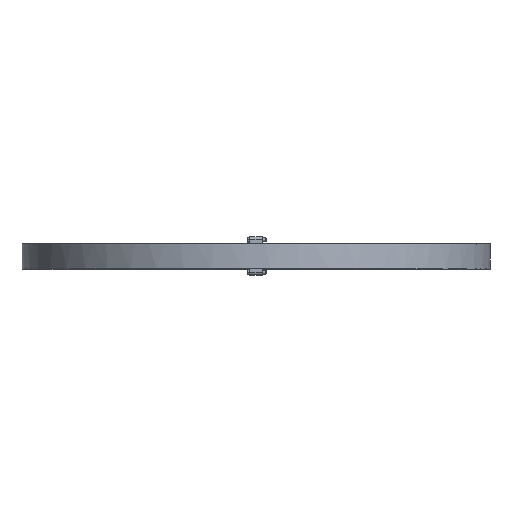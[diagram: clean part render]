
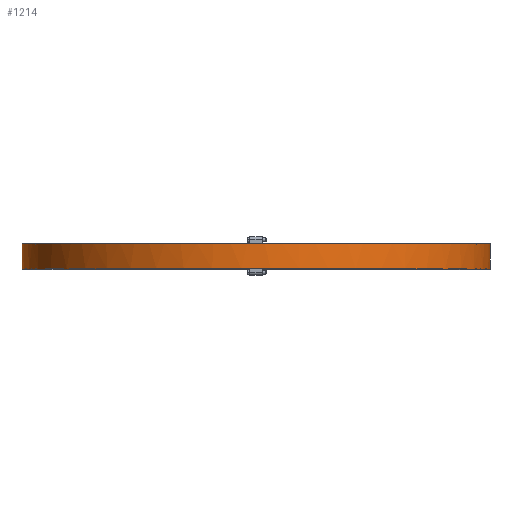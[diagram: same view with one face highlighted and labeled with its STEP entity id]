
A CAD part, top view. The second image highlights one B-rep face of the part: STEP entity #1214.
In plain terms, the highlighted cylindrical face has radius 114.69 mm (diameter 229.38 mm), a partial arc.
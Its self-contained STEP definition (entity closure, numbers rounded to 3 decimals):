
#53=CARTESIAN_POINT('',(0.,0.,0.));
#54=DIRECTION('',(0.,1.,0.));
#55=DIRECTION('',(-1.,0.,0.));
#56=AXIS2_PLACEMENT_3D('',#53,#54,#55);
#61=DIRECTION('',(0.,1.,0.));
#62=VECTOR('',#61,12.7);
#63=CARTESIAN_POINT('',(114.69,0.,0.));
#64=LINE('',#63,#62);
#68=DIRECTION('',(0.,1.,0.));
#69=VECTOR('',#68,12.7);
#70=CARTESIAN_POINT('',(-114.69,0.,0.));
#71=LINE('',#70,#69);
#83=CARTESIAN_POINT('',(0.,12.7,0.));
#84=DIRECTION('',(0.,1.,0.));
#85=DIRECTION('',(-1.,0.,0.));
#86=AXIS2_PLACEMENT_3D('',#83,#84,#85);
#1037=CARTESIAN_POINT('',(114.69,0.,0.));
#1038=CARTESIAN_POINT('',(-114.69,0.,0.));
#1039=VERTEX_POINT('',#1037);
#1040=VERTEX_POINT('',#1038);
#1041=CARTESIAN_POINT('',(114.69,12.7,0.));
#1042=CARTESIAN_POINT('',(-114.69,12.7,0.));
#1043=VERTEX_POINT('',#1041);
#1044=VERTEX_POINT('',#1042);
#1202=CARTESIAN_POINT('',(0.,0.,0.));
#1203=DIRECTION('',(0.,1.,0.));
#1204=DIRECTION('',(1.,0.,0.));
#1205=AXIS2_PLACEMENT_3D('',#1202,#1203,#1204);
#1206=CYLINDRICAL_SURFACE('',#1205,114.69);
#1207=ORIENTED_EDGE('',*,*,#1176,.F.);
#1208=ORIENTED_EDGE('',*,*,#1197,.T.);
#1210=ORIENTED_EDGE('',*,*,#1209,.T.);
#1211=ORIENTED_EDGE('',*,*,#1193,.F.);
#1212=EDGE_LOOP('',(#1207,#1208,#1210,#1211));
#1213=FACE_OUTER_BOUND('',#1212,.F.);
#57=CIRCLE('',#56,114.69);
#87=CIRCLE('',#86,114.69);
#1176=EDGE_CURVE('',#1040,#1039,#57,.T.);
#1193=EDGE_CURVE('',#1039,#1043,#64,.T.);
#1197=EDGE_CURVE('',#1040,#1044,#71,.T.);
#1209=EDGE_CURVE('',#1044,#1043,#87,.T.);
#1214=ADVANCED_FACE('',(#1213),#1206,.T.);
